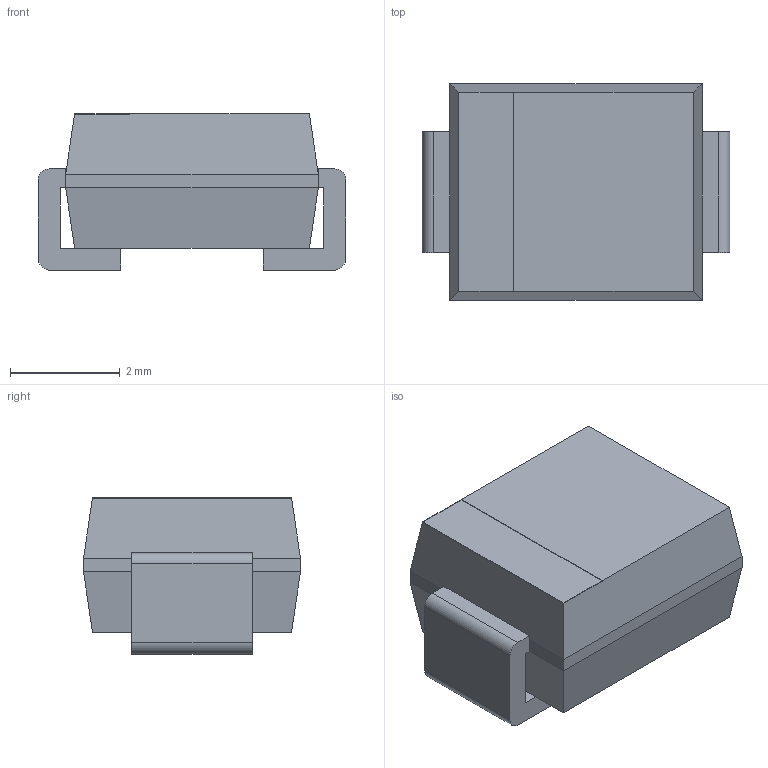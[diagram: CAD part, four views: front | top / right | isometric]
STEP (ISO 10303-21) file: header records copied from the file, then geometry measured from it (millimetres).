
FILE_DESCRIPTION (( 'STEP AP214' ), '1' );
FILE_NAME ('Diode SMB (DO-214CC).STEP', '2023-03-16T03:26:50', ( '' ), ( '' ), 'SwSTEP 2.0', 'SolidWorks 2019', '' );
FILE_SCHEMA (( 'AUTOMOTIVE_DESIGN' ));
Length unit declared in the file: millimetre
Products named in the file (1): Diode SMB (DO-214CC)
Bounding box: 5.6 x 3.95 x 2.85 mm (x, y, z)
Volume: 46.7 mm3; surface area: 106.2 mm2
Topology: 3 solids, 3 shells, 43 faces, 99 edges, 62 vertices
Faces by surface type: plane 39, cylinder 4
Entity records: 1424 total; most frequent: CARTESIAN_POINT 205, ORIENTED_EDGE 198, DIRECTION 195, EDGE_CURVE 99, LINE 91, VECTOR 91, VERTEX_POINT 62, AXIS2_PLACEMENT_3D 52
